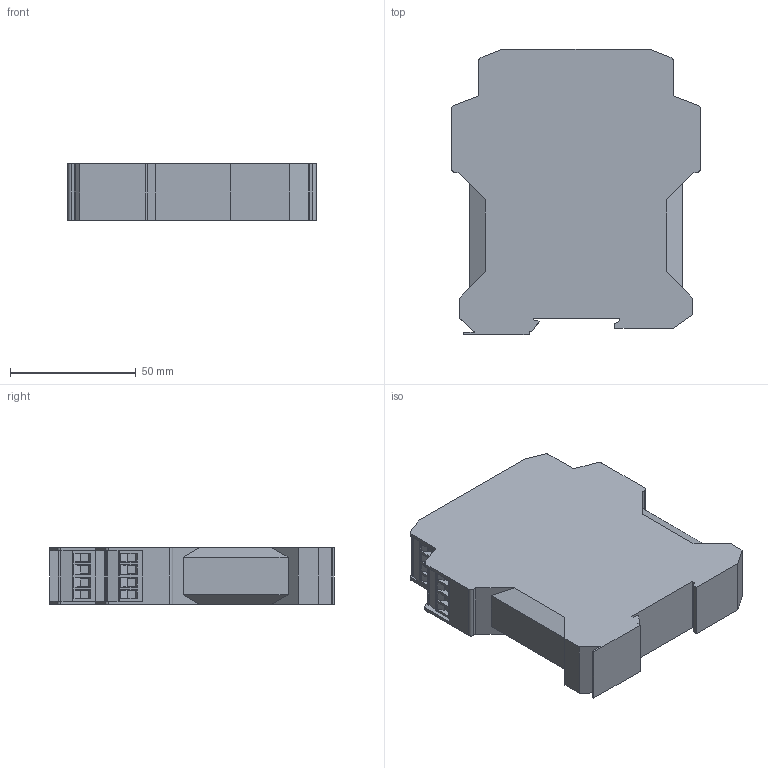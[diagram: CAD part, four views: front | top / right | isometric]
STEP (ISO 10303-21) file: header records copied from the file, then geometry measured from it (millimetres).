
FILE_DESCRIPTION(('SolidDesigner STEP Export'),'2;1');
FILE_NAME('2963776_PSR_SCP_24UC_ESM4_3x1_1x2_B-select.stp','2011-07-29T11:01:46',(''),(''),'CoCreate Modeling STEP processor for AP214 (Solid Model)','CoCreate Modeling 16.00A 16-Aug-2008 (C) Parametric Technology GmbH','');
FILE_SCHEMA(('AUTOMOTIVE_DESIGN { 1 0 10303 214 1 1 1 1 }'));
Length unit declared in the file: millimetre
Products named in the file (2): 2963776_PSR_SCP_24UC_ESM4_3x1_1x2_B-select
Assembly tree (1 placements, depth 2):
  2963776_PSR_SCP_24UC_ESM4_3x1_1x2_B-select
    2963776_PSR_SCP_24UC_ESM4_3x1_1x2_B-select
Bounding box: 99 x 113.5 x 22.6 mm (x, y, z)
Volume: 213195.2 mm3; surface area: 30715.7 mm2
Topology: 1 solids, 1 shells, 374 faces, 944 edges, 624 vertices
Faces by surface type: plane 316, cylinder 58
Entity records: 13635 total; most frequent: ORIENTED_EDGE 1888, CARTESIAN_POINT 1870, DIRECTION 1668, EDGE_CURVE 944, VECTOR 824, LINE 824, VERTEX_POINT 624, EDGE_LOOP 426
